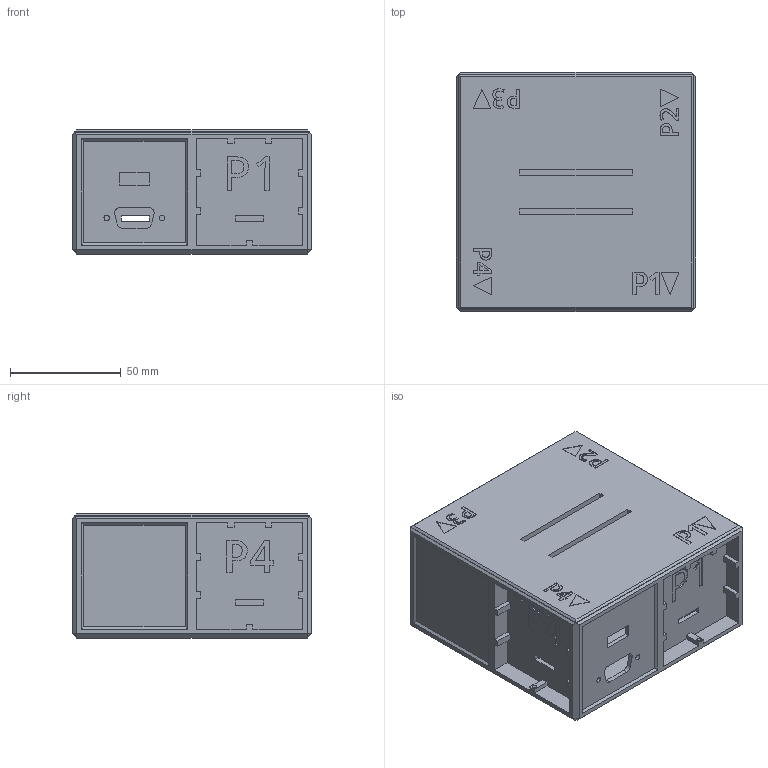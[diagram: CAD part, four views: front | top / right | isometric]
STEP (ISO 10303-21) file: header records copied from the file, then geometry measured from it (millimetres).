
FILE_DESCRIPTION(/* description */ ('STEP AP242','CAx-IF Rec.Pracs.---Representation and Presentation of Product Manufacturing Information (PMI)---4.0---2014-10-13','CAx-IF Rec.Pracs.---3D Tessellated Geometry---0.4---2014-09-14','2;1'),/* implementation_level */ '2;1');
FILE_NAME(/* name */ '686fd74f2e031f7050041216',/* time_stamp */ '2025-07-10T15:08:01Z',/* author */ (''),/* organization */ (''),/* preprocessor_version */ 'ST-DEVELOPER v20',/* originating_system */ 'ONSHAPE BY PTC INC, 1.200',/* authorisation */ ' ');
FILE_SCHEMA (('AP242_MANAGED_MODEL_BASED_3D_ENGINEERING_MIM_LF { 1 0 10303 442 1 1 4 }'));
Length unit declared in the file: metre
Products named in the file (2): Cover; Case
Bounding box: 108 x 108 x 56 mm (x, y, z)
Volume: 126212.4 mm3; surface area: 102185.8 mm2
Topology: 2 solids, 2 shells, 741 faces, 2030 edges, 1346 vertices
Faces by surface type: plane 467, bspline 131, cylinder 131, cone 12
Full cylindrical faces by diameter (mm): 2.5 x2
Entity records: 23758 total; most frequent: CARTESIAN_POINT 5542, ORIENTED_EDGE 4028, DIRECTION 3262, EDGE_CURVE 2014, LINE 1466, VECTOR 1466, VERTEX_POINT 1344, AXIS2_PLACEMENT_3D 898
